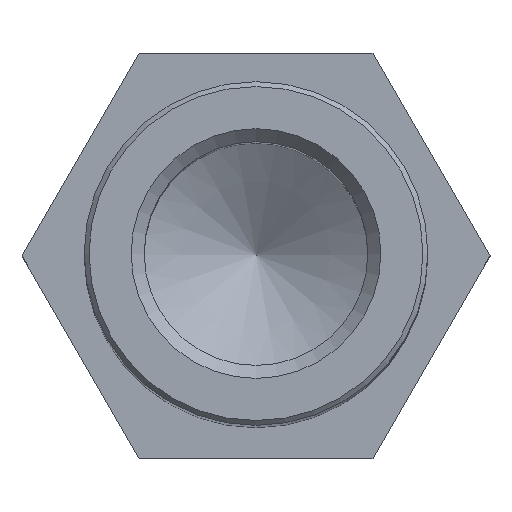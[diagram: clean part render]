
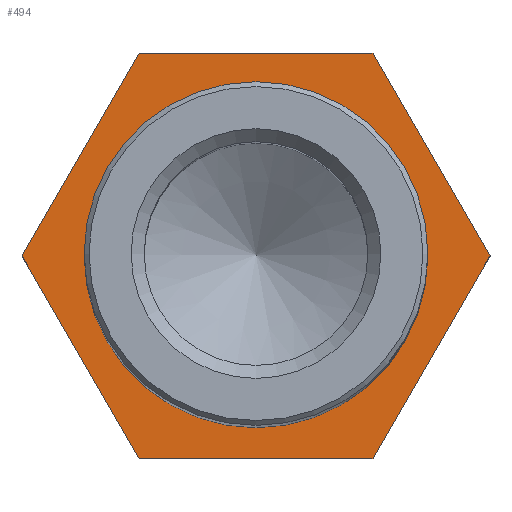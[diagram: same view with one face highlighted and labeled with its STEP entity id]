
A CAD part, top view. The second image highlights one B-rep face of the part: STEP entity #494.
In plain terms, the highlighted planar face has unit normal (0, 0, 1).
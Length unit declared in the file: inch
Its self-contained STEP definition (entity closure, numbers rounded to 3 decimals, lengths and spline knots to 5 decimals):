
#412=CARTESIAN_POINT('',(0.0,-0.086,0.025));
#413=VERTEX_POINT('',#412);
#414=CARTESIAN_POINT('',(0.0,0.0,0.025));
#415=DIRECTION('',(0.0,0.0,-1.0));
#416=DIRECTION('',(0.0,-1.0,0.0));
#417=AXIS2_PLACEMENT_3D('',#414,#415,#416);
#418=CIRCLE('',#417,0.086);
#419=EDGE_CURVE('',#413,#413,#418,.T.);
#436=CARTESIAN_POINT('',(0.,0.,0.025));
#437=DIRECTION('',(0.0,0.0,1.0));
#438=DIRECTION('',(1.0,0.0,0.0));
#439=AXIS2_PLACEMENT_3D('',#436,#437,#438);
#440=PLANE('',#439);
#441=CARTESIAN_POINT('',(-0.07217,0.125,0.025));
#442=VERTEX_POINT('',#441);
#443=CARTESIAN_POINT('',(0.07217,0.125,0.025));
#444=VERTEX_POINT('',#443);
#445=CARTESIAN_POINT('',(-0.07217,0.125,0.025));
#446=DIRECTION('',(1.0,0.0,0.0));
#447=VECTOR('',#446,0.14434);
#448=LINE('',#445,#447);
#449=EDGE_CURVE('',#442,#444,#448,.T.);
#450=ORIENTED_EDGE('',*,*,#449,.F.);
#451=CARTESIAN_POINT('',(-0.14434,0.,0.025));
#452=VERTEX_POINT('',#451);
#453=CARTESIAN_POINT('',(-0.14434,0.0,0.025));
#454=DIRECTION('',(0.5,0.866,0.0));
#455=VECTOR('',#454,0.14434);
#456=LINE('',#453,#455);
#457=EDGE_CURVE('',#452,#442,#456,.T.);
#458=ORIENTED_EDGE('',*,*,#457,.F.);
#459=CARTESIAN_POINT('',(-0.07217,-0.125,0.025));
#460=VERTEX_POINT('',#459);
#461=CARTESIAN_POINT('',(-0.07217,-0.125,0.025));
#462=DIRECTION('',(-0.5,0.866,0.0));
#463=VECTOR('',#462,0.14434);
#464=LINE('',#461,#463);
#465=EDGE_CURVE('',#460,#452,#464,.T.);
#466=ORIENTED_EDGE('',*,*,#465,.F.);
#467=CARTESIAN_POINT('',(0.07217,-0.125,0.025));
#468=VERTEX_POINT('',#467);
#469=CARTESIAN_POINT('',(0.07217,-0.125,0.025));
#470=DIRECTION('',(-1.0,0.0,0.0));
#471=VECTOR('',#470,0.14434);
#472=LINE('',#469,#471);
#473=EDGE_CURVE('',#468,#460,#472,.T.);
#474=ORIENTED_EDGE('',*,*,#473,.F.);
#475=CARTESIAN_POINT('',(0.14434,0.,0.025));
#476=VERTEX_POINT('',#475);
#477=CARTESIAN_POINT('',(0.14434,0.,0.025));
#478=DIRECTION('',(-0.5,-0.866,0.0));
#479=VECTOR('',#478,0.14434);
#480=LINE('',#477,#479);
#481=EDGE_CURVE('',#476,#468,#480,.T.);
#482=ORIENTED_EDGE('',*,*,#481,.F.);
#483=CARTESIAN_POINT('',(0.07217,0.125,0.025));
#484=DIRECTION('',(0.5,-0.866,0.0));
#485=VECTOR('',#484,0.14434);
#486=LINE('',#483,#485);
#487=EDGE_CURVE('',#444,#476,#486,.T.);
#488=ORIENTED_EDGE('',*,*,#487,.F.);
#489=EDGE_LOOP('',(#450,#458,#466,#474,#482,#488));
#490=FACE_OUTER_BOUND('',#489,.T.);
#491=ORIENTED_EDGE('',*,*,#419,.T.);
#492=EDGE_LOOP('',(#491));
#493=FACE_BOUND('',#492,.T.);
#494=ADVANCED_FACE('',(#490,#493),#440,.T.);
